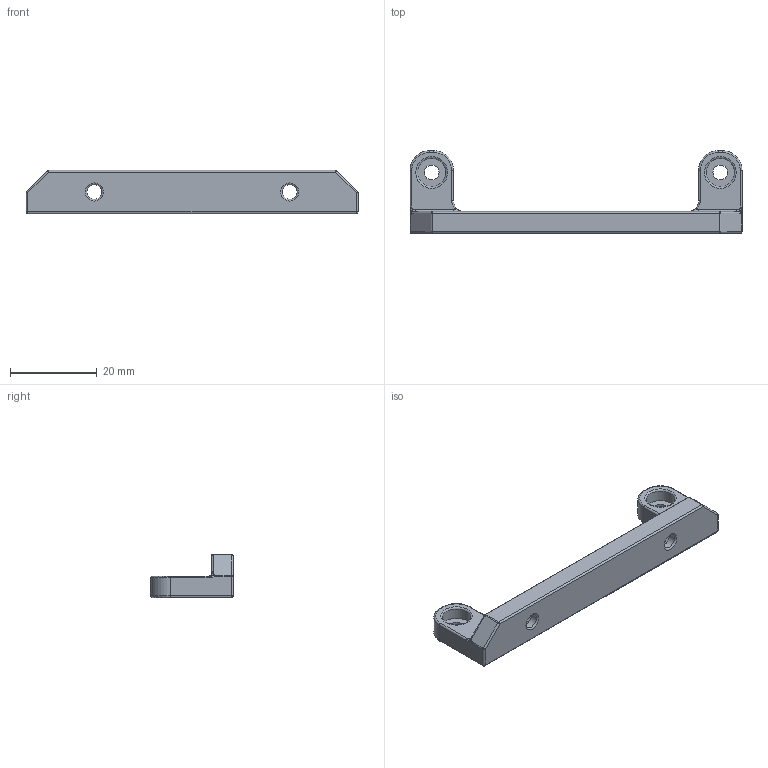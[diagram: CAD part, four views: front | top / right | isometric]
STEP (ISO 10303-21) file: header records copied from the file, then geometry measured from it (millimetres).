
FILE_DESCRIPTION(/* description */ (''),/* implementation_level */ '2;1');
FILE_NAME(/* name */ 'B-RS_25_Bracket_Right_Angle-X.stp',/* time_stamp */ '2020-10-19T13:45:31-07:00',/* author */ (''),/* organization */ (''),/* preprocessor_version */ 'ST-DEVELOPER v18.1',/* originating_system */ 'Autodesk Translation Framework v9.3.0.1241',/* authorisation */ '');
FILE_SCHEMA (('AUTOMOTIVE_DESIGN { 1 0 10303 214 3 1 1 }'));
Length unit declared in the file: millimetre
Products named in the file (1): FusionComponent
Bounding box: 76.5 x 19 x 10 mm (x, y, z)
Volume: 4536.3 mm3; surface area: 3232.3 mm2
Topology: 1 solids, 1 shells, 120 faces, 278 edges, 162 vertices
Faces by surface type: cylinder 42, bspline 32, torus 20, plane 18, sphere 8
Full cylindrical faces by diameter (mm): 3.4 x4, 6.5 x4
Entity records: 7573 total; most frequent: CARTESIAN_POINT 4916, ORIENTED_EDGE 556, DIRECTION 534, EDGE_CURVE 278, AXIS2_PLACEMENT_3D 229, VERTEX_POINT 162, CIRCLE 140, EDGE_LOOP 130
